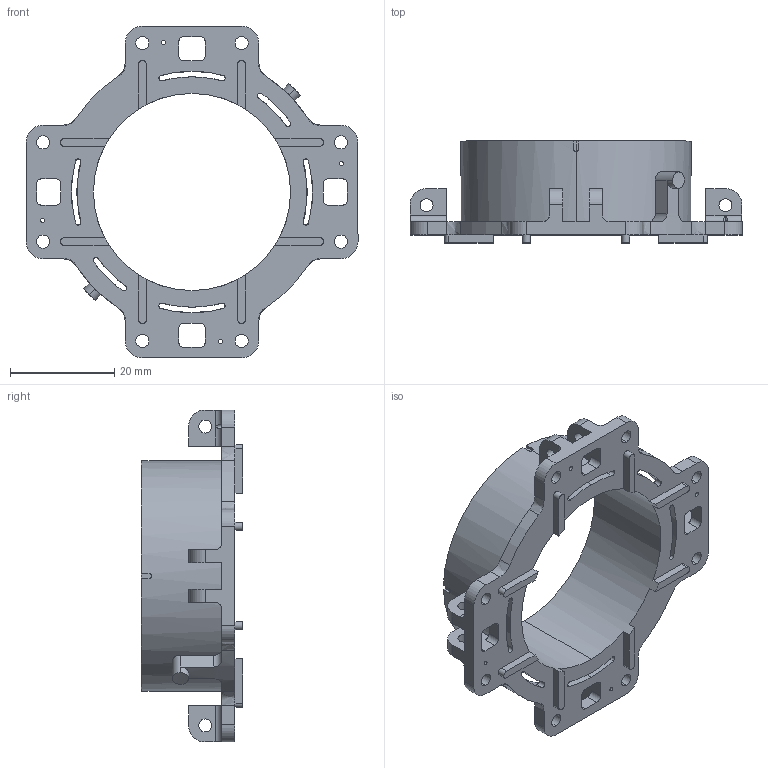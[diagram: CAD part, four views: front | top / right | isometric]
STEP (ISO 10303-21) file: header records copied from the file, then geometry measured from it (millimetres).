
FILE_DESCRIPTION (( 'STEP AP203' ), '1' );
FILE_NAME ('Helical Base.STEP', '2019-08-20T18:31:14', ( '' ), ( '' ), 'SwSTEP 2.0', 'SolidWorks 2018', '' );
FILE_SCHEMA (( 'CONFIG_CONTROL_DESIGN' ));
Length unit declared in the file: inch
Products named in the file (1): Helical Base
Bounding box: 63.71 x 19.55 x 63.71 mm (x, y, z)
Volume: 11242.3 mm3; surface area: 10221.9 mm2
Topology: 1 solids, 1 shells, 241 faces, 749 edges, 496 vertices
Faces by surface type: cylinder 111, plane 102, bspline 28
Entity records: 10952 total; most frequent: CARTESIAN_POINT 4300, ORIENTED_EDGE 1498, DIRECTION 1247, EDGE_CURVE 749, VERTEX_POINT 496, AXIS2_PLACEMENT_3D 437, LINE 373, VECTOR 373
